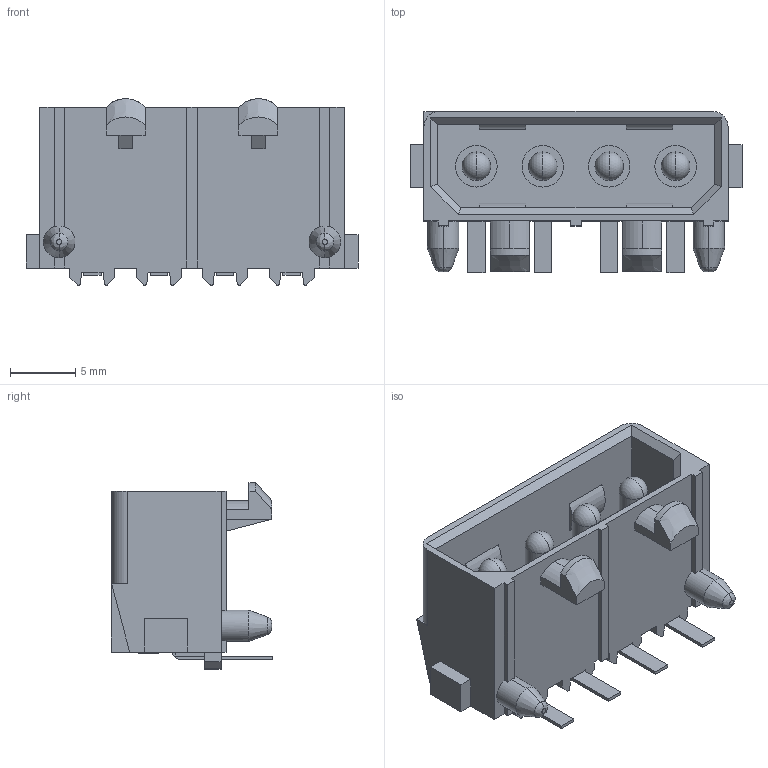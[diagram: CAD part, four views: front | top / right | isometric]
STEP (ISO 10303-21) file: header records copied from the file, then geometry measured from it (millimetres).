
FILE_DESCRIPTION (( 'STEP AP214' ), '1' );
FILE_NAME ('641737-1.STEP', '2022-01-29T08:20:47', ( 'boksop' ), ( '' ), 'SwSTEP 2.0', 'SolidWorks 2020', '' );
FILE_SCHEMA (( 'AUTOMOTIVE_DESIGN' ));
Length unit declared in the file: millimetre
Products named in the file (1): 641737-1
Bounding box: 25.4 x 12.32 x 14.27 mm (x, y, z)
Volume: 1434 mm3; surface area: 2104.4 mm2
Topology: 1 solids, 1 shells, 238 faces, 637 edges, 409 vertices
Faces by surface type: plane 176, cylinder 44, sphere 8, bspline 6, cone 4
Entity records: 7859 total; most frequent: CARTESIAN_POINT 1469, ORIENTED_EDGE 1242, DIRECTION 1197, EDGE_CURVE 621, LINE 503, VECTOR 503, VERTEX_POINT 401, AXIS2_PLACEMENT_3D 347
